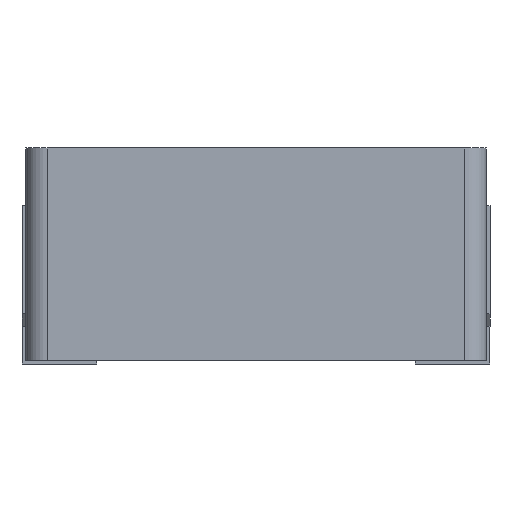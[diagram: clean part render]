
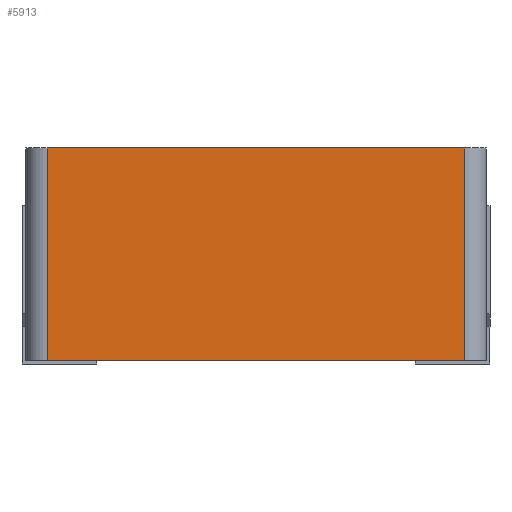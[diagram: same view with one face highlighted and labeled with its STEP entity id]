
A CAD part, front view. The second image highlights one B-rep face of the part: STEP entity #5913.
In plain terms, the highlighted face is planar.
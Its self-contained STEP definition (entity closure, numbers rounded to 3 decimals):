
#221 = LINE ( 'NONE', #7570, #4129 ) ;
#887 = LINE ( 'NONE', #7533, #9678 ) ;
#1531 = FACE_OUTER_BOUND ( 'NONE', #2574, .T. ) ;
#1583 = LINE ( 'NONE', #4770, #5016 ) ;
#1803 = DIRECTION ( 'NONE',  ( -1., 0., 0. ) ) ;
#2333 = EDGE_CURVE ( 'NONE', #4089, #3603, #887, .T. ) ;
#2401 = LINE ( 'NONE', #3279, #3704 ) ;
#2436 = ORIENTED_EDGE ( 'NONE', *, *, #9325, .F. ) ;
#2503 = DIRECTION ( 'NONE',  ( 0., -1., 0. ) ) ;
#2574 = EDGE_LOOP ( 'NONE', ( #2436, #2764, #4364, #3627 ) ) ;
#2755 = EDGE_CURVE ( 'NONE', #4005, #3784, #2401, .T. ) ;
#2764 = ORIENTED_EDGE ( 'NONE', *, *, #2333, .F. ) ;
#3279 = CARTESIAN_POINT ( 'NONE',  ( -3.2, 3., 0. ) ) ;
#3438 = PLANE ( 'NONE',  #9738 ) ;
#3603 = VERTEX_POINT ( 'NONE', #6612 ) ;
#3627 = ORIENTED_EDGE ( 'NONE', *, *, #2755, .T. ) ;
#3704 = VECTOR ( 'NONE', #1803, 1000. ) ;
#3784 = VERTEX_POINT ( 'NONE', #5182 ) ;
#4005 = VERTEX_POINT ( 'NONE', #7328 ) ;
#4089 = VERTEX_POINT ( 'NONE', #7595 ) ;
#4129 = VECTOR ( 'NONE', #6802, 1000. ) ;
#4364 = ORIENTED_EDGE ( 'NONE', *, *, #9160, .F. ) ;
#4770 = CARTESIAN_POINT ( 'NONE',  ( 2.9, 3., 2.95 ) ) ;
#4873 = DIRECTION ( 'NONE',  ( 0., 0., 1. ) ) ;
#5016 = VECTOR ( 'NONE', #4873, 1000. ) ;
#5182 = CARTESIAN_POINT ( 'NONE',  ( -2.9, 3., 0. ) ) ;
#5913 = ADVANCED_FACE ( 'NONE', ( #1531 ), #3438, .F. ) ;
#6578 = DIRECTION ( 'NONE',  ( 0., 0., -1. ) ) ;
#6612 = CARTESIAN_POINT ( 'NONE',  ( -2.9, 3., 2.95 ) ) ;
#6800 = CARTESIAN_POINT ( 'NONE',  ( 3.2, 3., 2.95 ) ) ;
#6802 = DIRECTION ( 'NONE',  ( 0., 0., -1. ) ) ;
#7328 = CARTESIAN_POINT ( 'NONE',  ( 2.9, 3., 0. ) ) ;
#7533 = CARTESIAN_POINT ( 'NONE',  ( -3.2, 3., 2.95 ) ) ;
#7570 = CARTESIAN_POINT ( 'NONE',  ( -2.9, 3., 2.95 ) ) ;
#7595 = CARTESIAN_POINT ( 'NONE',  ( 2.9, 3., 2.95 ) ) ;
#9160 = EDGE_CURVE ( 'NONE', #4005, #4089, #1583, .T. ) ;
#9325 = EDGE_CURVE ( 'NONE', #3603, #3784, #221, .T. ) ;
#9678 = VECTOR ( 'NONE', #9998, 1000. ) ;
#9738 = AXIS2_PLACEMENT_3D ( 'NONE', #6800, #2503, #6578 ) ;
#9998 = DIRECTION ( 'NONE',  ( -1., 0., 0. ) ) ;
